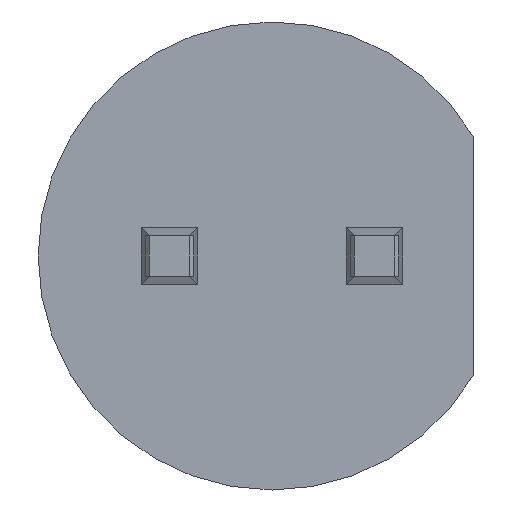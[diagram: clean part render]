
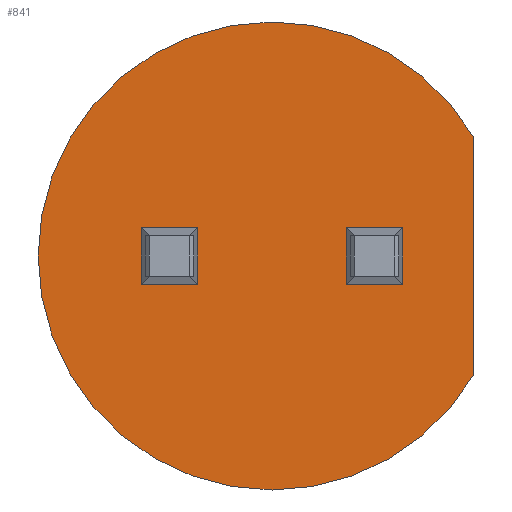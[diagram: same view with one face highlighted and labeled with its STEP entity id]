
A CAD part, front view. The second image highlights one B-rep face of the part: STEP entity #841.
In plain terms, the highlighted planar face has unit normal (0, -1, 0).
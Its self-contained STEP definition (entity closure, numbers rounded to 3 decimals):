
#11 = VERTEX_POINT ( 'NONE', #1277 ) ;
#21 = DIRECTION ( 'NONE',  ( 0., 0., -1. ) ) ;
#52 = CARTESIAN_POINT ( 'NONE',  ( -1.02, 0., 0.35 ) ) ;
#58 = ORIENTED_EDGE ( 'NONE', *, *, #441, .T. ) ;
#78 = DIRECTION ( 'NONE',  ( 1., 0., 0. ) ) ;
#125 = EDGE_CURVE ( 'NONE', #1299, #741, #1611, .T. ) ;
#155 = LINE ( 'NONE', #1903, #823 ) ;
#173 = VERTEX_POINT ( 'NONE', #553 ) ;
#221 = ORIENTED_EDGE ( 'NONE', *, *, #750, .F. ) ;
#235 = PLANE ( 'NONE',  #820 ) ;
#296 = DIRECTION ( 'NONE',  ( 1., 0., 0. ) ) ;
#363 = CARTESIAN_POINT ( 'NONE',  ( 0., 0., 0. ) ) ;
#408 = VERTEX_POINT ( 'NONE', #912 ) ;
#413 = VECTOR ( 'NONE', #1347, 1000. ) ;
#430 = VECTOR ( 'NONE', #1162, 1000. ) ;
#441 = EDGE_CURVE ( 'NONE', #1218, #1299, #1689, .T. ) ;
#460 = LINE ( 'NONE', #52, #1959 ) ;
#490 = VERTEX_POINT ( 'NONE', #796 ) ;
#510 = CIRCLE ( 'NONE', #655, 2.9 ) ;
#553 = CARTESIAN_POINT ( 'NONE',  ( -1.62, 0., 0.35 ) ) ;
#568 = CARTESIAN_POINT ( 'NONE',  ( 1.62, 0., -0.25 ) ) ;
#616 = ORIENTED_EDGE ( 'NONE', *, *, #1813, .F. ) ;
#636 = CARTESIAN_POINT ( 'NONE',  ( 0.92, 0., 0.25 ) ) ;
#647 = CARTESIAN_POINT ( 'NONE',  ( 0., 0., 2.9 ) ) ;
#654 = CARTESIAN_POINT ( 'NONE',  ( -0.92, 0., -0.25 ) ) ;
#655 = AXIS2_PLACEMENT_3D ( 'NONE', #798, #1432, #1744 ) ;
#680 = DIRECTION ( 'NONE',  ( 0., 1., 0. ) ) ;
#681 = CIRCLE ( 'NONE', #1858, 2.9 ) ;
#704 = CARTESIAN_POINT ( 'NONE',  ( 2.5, 0., 1.47 ) ) ;
#711 = CARTESIAN_POINT ( 'NONE',  ( -1.52, 0., -0.35 ) ) ;
#727 = EDGE_CURVE ( 'NONE', #1139, #408, #1252, .T. ) ;
#741 = VERTEX_POINT ( 'NONE', #1468 ) ;
#750 = EDGE_CURVE ( 'NONE', #960, #1705, #681, .T. ) ;
#752 = DIRECTION ( 'NONE',  ( 0., 0., 1. ) ) ;
#755 = ORIENTED_EDGE ( 'NONE', *, *, #846, .T. ) ;
#758 = ORIENTED_EDGE ( 'NONE', *, *, #1844, .F. ) ;
#764 = EDGE_LOOP ( 'NONE', ( #1188, #1361, #755, #1404 ) ) ;
#796 = CARTESIAN_POINT ( 'NONE',  ( 0.92, 0., -0.35 ) ) ;
#797 = VERTEX_POINT ( 'NONE', #704 ) ;
#798 = CARTESIAN_POINT ( 'NONE',  ( 0., 0., 0. ) ) ;
#820 = AXIS2_PLACEMENT_3D ( 'NONE', #1493, #1342, #1981 ) ;
#823 = VECTOR ( 'NONE', #21, 1000. ) ;
#830 = CARTESIAN_POINT ( 'NONE',  ( 1.02, 0., -0.35 ) ) ;
#841 = ADVANCED_FACE ( 'NONE', ( #1924, #1832, #1652 ), #235, .F. ) ;
#846 = EDGE_CURVE ( 'NONE', #408, #173, #1873, .T. ) ;
#912 = CARTESIAN_POINT ( 'NONE',  ( -1.62, 0., -0.35 ) ) ;
#924 = CARTESIAN_POINT ( 'NONE',  ( 1.52, 0., 0.35 ) ) ;
#927 = AXIS2_PLACEMENT_3D ( 'NONE', #363, #680, #1594 ) ;
#960 = VERTEX_POINT ( 'NONE', #1224 ) ;
#976 = CARTESIAN_POINT ( 'NONE',  ( 0.92, 0., 0.35 ) ) ;
#1008 = DIRECTION ( 'NONE',  ( 0., 0., 1. ) ) ;
#1017 = EDGE_CURVE ( 'NONE', #490, #1218, #2016, .T. ) ;
#1038 = EDGE_CURVE ( 'NONE', #797, #11, #155, .T. ) ;
#1069 = VECTOR ( 'NONE', #1899, 1000. ) ;
#1077 = LINE ( 'NONE', #830, #1365 ) ;
#1139 = VERTEX_POINT ( 'NONE', #1768 ) ;
#1157 = EDGE_CURVE ( 'NONE', #741, #490, #1077, .T. ) ;
#1162 = DIRECTION ( 'NONE',  ( 0., 0., -1. ) ) ;
#1176 = CARTESIAN_POINT ( 'NONE',  ( 0., 0., 0. ) ) ;
#1188 = ORIENTED_EDGE ( 'NONE', *, *, #1898, .T. ) ;
#1200 = VECTOR ( 'NONE', #296, 1000. ) ;
#1218 = VERTEX_POINT ( 'NONE', #976 ) ;
#1224 = CARTESIAN_POINT ( 'NONE',  ( 0., 0., -2.9 ) ) ;
#1252 = LINE ( 'NONE', #711, #413 ) ;
#1277 = CARTESIAN_POINT ( 'NONE',  ( 2.5, 0., -1.47 ) ) ;
#1299 = VERTEX_POINT ( 'NONE', #1797 ) ;
#1308 = CIRCLE ( 'NONE', #927, 2.9 ) ;
#1341 = VERTEX_POINT ( 'NONE', #1819 ) ;
#1342 = DIRECTION ( 'NONE',  ( 0., 1., 0. ) ) ;
#1347 = DIRECTION ( 'NONE',  ( -1., 0., 0. ) ) ;
#1361 = ORIENTED_EDGE ( 'NONE', *, *, #727, .T. ) ;
#1365 = VECTOR ( 'NONE', #1451, 1000. ) ;
#1404 = ORIENTED_EDGE ( 'NONE', *, *, #1979, .T. ) ;
#1432 = DIRECTION ( 'NONE',  ( 0., 1., 0. ) ) ;
#1451 = DIRECTION ( 'NONE',  ( -1., 0., 0. ) ) ;
#1468 = CARTESIAN_POINT ( 'NONE',  ( 1.62, 0., -0.35 ) ) ;
#1474 = EDGE_LOOP ( 'NONE', ( #58, #1686, #1757, #1964 ) ) ;
#1493 = CARTESIAN_POINT ( 'NONE',  ( 0., 0., 0. ) ) ;
#1585 = ORIENTED_EDGE ( 'NONE', *, *, #1038, .F. ) ;
#1594 = DIRECTION ( 'NONE',  ( 0., 0., 1. ) ) ;
#1611 = LINE ( 'NONE', #568, #430 ) ;
#1631 = DIRECTION ( 'NONE',  ( 0., 1., 0. ) ) ;
#1652 = FACE_OUTER_BOUND ( 'NONE', #1682, .T. ) ;
#1682 = EDGE_LOOP ( 'NONE', ( #616, #1585, #758, #221 ) ) ;
#1686 = ORIENTED_EDGE ( 'NONE', *, *, #125, .T. ) ;
#1689 = LINE ( 'NONE', #924, #1200 ) ;
#1704 = DIRECTION ( 'NONE',  ( 0., 0., 1. ) ) ;
#1705 = VERTEX_POINT ( 'NONE', #647 ) ;
#1744 = DIRECTION ( 'NONE',  ( 0., 0., 1. ) ) ;
#1757 = ORIENTED_EDGE ( 'NONE', *, *, #1157, .T. ) ;
#1768 = CARTESIAN_POINT ( 'NONE',  ( -0.92, 0., -0.35 ) ) ;
#1797 = CARTESIAN_POINT ( 'NONE',  ( 1.62, 0., 0.35 ) ) ;
#1813 = EDGE_CURVE ( 'NONE', #11, #960, #1308, .T. ) ;
#1819 = CARTESIAN_POINT ( 'NONE',  ( -0.92, 0., 0.35 ) ) ;
#1832 = FACE_BOUND ( 'NONE', #764, .T. ) ;
#1844 = EDGE_CURVE ( 'NONE', #1705, #797, #510, .T. ) ;
#1858 = AXIS2_PLACEMENT_3D ( 'NONE', #1176, #1631, #1008 ) ;
#1873 = LINE ( 'NONE', #1995, #1942 ) ;
#1889 = VECTOR ( 'NONE', #1704, 1000. ) ;
#1898 = EDGE_CURVE ( 'NONE', #1341, #1139, #2032, .T. ) ;
#1899 = DIRECTION ( 'NONE',  ( 0., 0., -1. ) ) ;
#1903 = CARTESIAN_POINT ( 'NONE',  ( 2.5, 0., 3. ) ) ;
#1924 = FACE_BOUND ( 'NONE', #1474, .T. ) ;
#1942 = VECTOR ( 'NONE', #752, 1000. ) ;
#1959 = VECTOR ( 'NONE', #78, 1000. ) ;
#1964 = ORIENTED_EDGE ( 'NONE', *, *, #1017, .T. ) ;
#1979 = EDGE_CURVE ( 'NONE', #173, #1341, #460, .T. ) ;
#1981 = DIRECTION ( 'NONE',  ( 0., 0., 1. ) ) ;
#1995 = CARTESIAN_POINT ( 'NONE',  ( -1.62, 0., 0.25 ) ) ;
#2016 = LINE ( 'NONE', #636, #1889 ) ;
#2032 = LINE ( 'NONE', #654, #1069 ) ;
